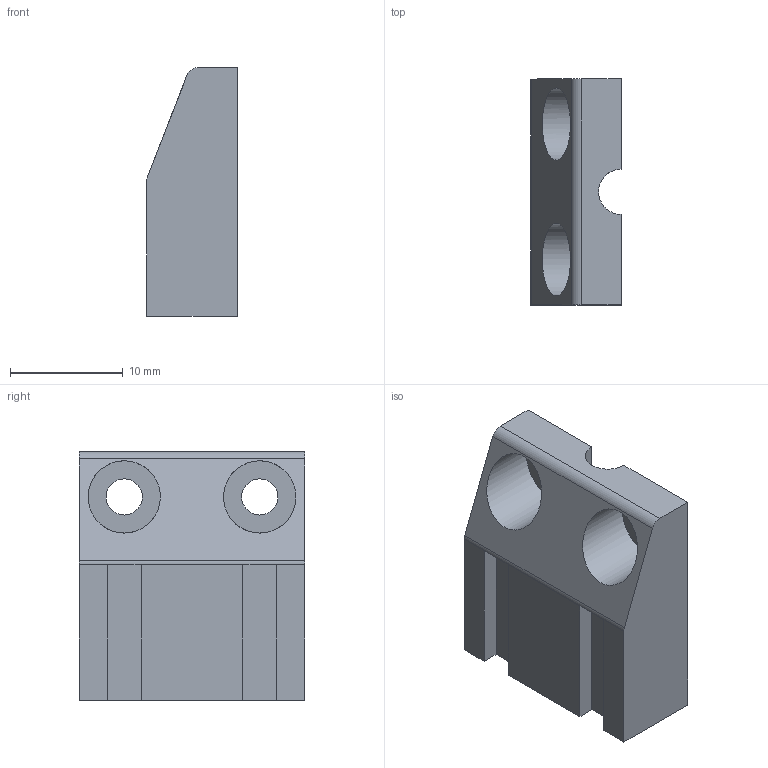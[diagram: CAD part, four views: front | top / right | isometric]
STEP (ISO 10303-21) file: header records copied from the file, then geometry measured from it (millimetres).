
FILE_DESCRIPTION(('FreeCAD Model'),'2;1');
FILE_NAME('Coquille-1-Adaptateur-ICSP-6.step', '2018-04-18T17:53:19',('Author'),(''), 'Open CASCADE STEP processor 6.8','FreeCAD','Unknown');
FILE_SCHEMA(('AUTOMOTIVE_DESIGN_CC2 { 1 2 10303 214 -1 1 5 4 }'));
Length unit declared in the file: millimetre
Products named in the file (1): Pocket004
Bounding box: 8 x 20 x 22 mm (x, y, z)
Volume: 2211.9 mm3; surface area: 1866.6 mm2
Topology: 1 solids, 1 shells, 46 faces, 121 edges, 79 vertices
Faces by surface type: plane 34, cylinder 9, torus 1, cone 1, revolution 1
Full cylindrical faces by diameter (mm): 3.2 x2, 6.4 x2
Entity records: 3362 total; most frequent: CARTESIAN_POINT 908, DIRECTION 452, LINE 300, VECTOR 300, ORIENTED_EDGE 242, PCURVE 242, DEFINITIONAL_REPRESENTATION 242, EDGE_CURVE 121
